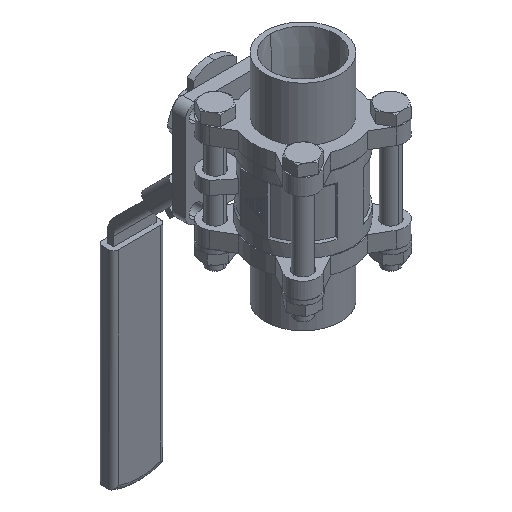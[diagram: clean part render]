
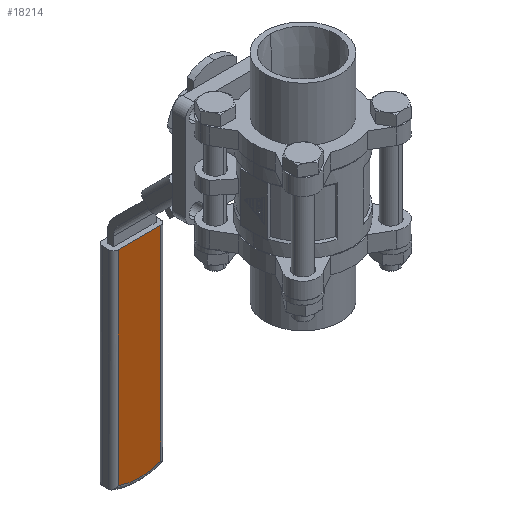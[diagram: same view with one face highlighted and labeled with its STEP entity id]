
A CAD part, isometric view. The second image highlights one B-rep face of the part: STEP entity #18214.
In plain terms, the highlighted planar face has unit normal (0, -1, 0).
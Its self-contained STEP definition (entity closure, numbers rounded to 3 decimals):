
#242 = AXIS2_PLACEMENT_3D ( 'NONE', #1236, #1241, #1242 ) ;
#1236 = CARTESIAN_POINT ( 'NONE',  ( 6.5, 21., -39.699 ) ) ;
#1237 = PLANE ( 'NONE',  #242 ) ;
#1241 = DIRECTION ( 'NONE',  ( 0., 1., 0. ) ) ;
#1242 = DIRECTION ( 'NONE',  ( 0., 0., 1. ) ) ;
#5389 = AXIS2_PLACEMENT_3D ( 'NONE', #14439, #14440, #14441 ) ;
#6870 = CARTESIAN_POINT ( 'NONE',  ( 6.5, 21., -41.199 ) ) ;
#6873 = CARTESIAN_POINT ( 'NONE',  ( -6.5, 21., -41.199 ) ) ;
#6879 = CARTESIAN_POINT ( 'NONE',  ( 6.5, 21., -103.78 ) ) ;
#6884 = CARTESIAN_POINT ( 'NONE',  ( -6.5, 21., -103.78 ) ) ;
#13932 = EDGE_CURVE ( 'NONE', #16965, #16968, #15125, .T. ) ;
#13938 = EDGE_CURVE ( 'NONE', #16979, #16974, #15126, .T. ) ;
#13946 = EDGE_CURVE ( 'NONE', #16968, #16979, #15140, .T. ) ;
#13947 = EDGE_CURVE ( 'NONE', #16974, #16965, #15142, .T. ) ;
#14402 = DIRECTION ( 'NONE',  ( -1., 0., 0. ) ) ;
#14407 = CARTESIAN_POINT ( 'NONE',  ( 8., 21., -41.199 ) ) ;
#14439 = CARTESIAN_POINT ( 'NONE',  ( 0., 21., -85.971 ) ) ;
#14440 = DIRECTION ( 'NONE',  ( 0., -1., 0. ) ) ;
#14441 = DIRECTION ( 'NONE',  ( 0., 0., 1. ) ) ;
#14483 = CARTESIAN_POINT ( 'NONE',  ( -6.5, 21., -104.8 ) ) ;
#14484 = DIRECTION ( 'NONE',  ( 0., 0., -1. ) ) ;
#14485 = CARTESIAN_POINT ( 'NONE',  ( 6.5, 21., -41.199 ) ) ;
#14486 = DIRECTION ( 'NONE',  ( 0., 0., 1. ) ) ;
#15125 = LINE ( 'NONE', #14407, #15127 ) ;
#15126 = CIRCLE ( 'NONE', #5389, 18.958 ) ;
#15127 = VECTOR ( 'NONE', #14402, 1000. ) ;
#15140 = LINE ( 'NONE', #14483, #15143 ) ;
#15142 = LINE ( 'NONE', #14485, #15145 ) ;
#15143 = VECTOR ( 'NONE', #14484, 1000. ) ;
#15145 = VECTOR ( 'NONE', #14486, 1000. ) ;
#15991 = FACE_OUTER_BOUND ( 'NONE', #20596, .T. ) ;
#16507 = ORIENTED_EDGE ( 'NONE', *, *, #13932, .T. ) ;
#16508 = ORIENTED_EDGE ( 'NONE', *, *, #13946, .T. ) ;
#16509 = ORIENTED_EDGE ( 'NONE', *, *, #13938, .T. ) ;
#16510 = ORIENTED_EDGE ( 'NONE', *, *, #13947, .T. ) ;
#16965 = VERTEX_POINT ( 'NONE', #6870 ) ;
#16968 = VERTEX_POINT ( 'NONE', #6873 ) ;
#16974 = VERTEX_POINT ( 'NONE', #6879 ) ;
#16979 = VERTEX_POINT ( 'NONE', #6884 ) ;
#18214 = ADVANCED_FACE ( 'NONE', ( #15991 ), #1237, .F. ) ;
#20596 = EDGE_LOOP ( 'NONE', ( #16507, #16508, #16509, #16510 ) ) ;
